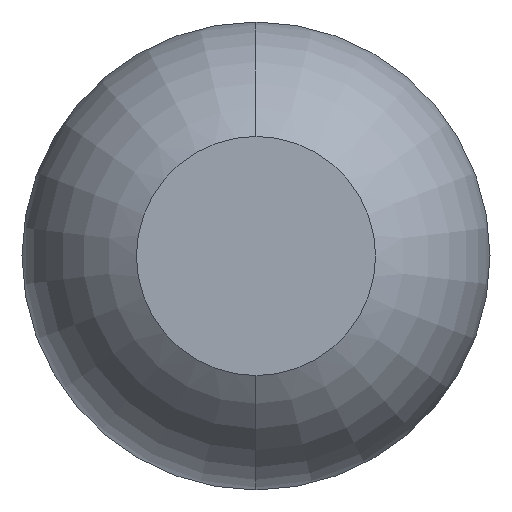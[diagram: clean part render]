
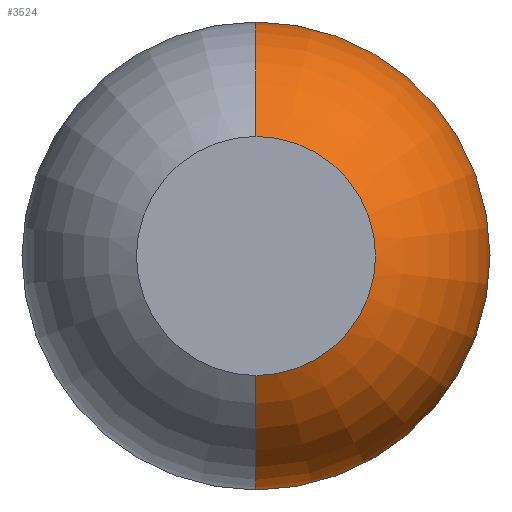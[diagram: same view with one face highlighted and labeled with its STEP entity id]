
A CAD part, front view. The second image highlights one B-rep face of the part: STEP entity #3524.
In plain terms, the highlighted toroidal (fillet/blend) face has major radius 0.035 mm and minor radius 0.65 mm.
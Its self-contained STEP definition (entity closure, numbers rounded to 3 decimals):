
#110 = EDGE_CURVE ( 'NONE', #3387, #3719, #3841, .T. ) ;
#170 = CARTESIAN_POINT ( 'NONE',  ( 0., -24.431, -0.035 ) ) ;
#315 = CARTESIAN_POINT ( 'NONE',  ( 0., -24.431, 0. ) ) ;
#364 = ORIENTED_EDGE ( 'NONE', *, *, #3296, .T. ) ;
#583 = AXIS2_PLACEMENT_3D ( 'NONE', #4088, #3770, #1104 ) ;
#676 = CARTESIAN_POINT ( 'NONE',  ( 0., -24.431, 0.685 ) ) ;
#708 = DIRECTION ( 'NONE',  ( 0., -1., 0. ) ) ;
#944 = TOROIDAL_SURFACE ( 'NONE', #3229, 0.035, 0.65 ) ;
#946 = ORIENTED_EDGE ( 'NONE', *, *, #110, .F. ) ;
#1000 = CARTESIAN_POINT ( 'NONE',  ( 0., -25., 0. ) ) ;
#1013 = DIRECTION ( 'NONE',  ( 0., 0., -1. ) ) ;
#1104 = DIRECTION ( 'NONE',  ( 0., 0., -1. ) ) ;
#1183 = ORIENTED_EDGE ( 'NONE', *, *, #3764, .F. ) ;
#1623 = EDGE_LOOP ( 'NONE', ( #364, #3769, #1183, #946 ) ) ;
#1669 = DIRECTION ( 'NONE',  ( 0., 0., -1. ) ) ;
#1990 = DIRECTION ( 'NONE',  ( 0., -1., 0. ) ) ;
#2135 = EDGE_CURVE ( 'NONE', #2960, #4240, #2451, .T. ) ;
#2254 = CIRCLE ( 'NONE', #3500, 0.685 ) ;
#2328 = CIRCLE ( 'NONE', #4119, 0.35 ) ;
#2392 = CARTESIAN_POINT ( 'NONE',  ( 0., -24.431, -0.685 ) ) ;
#2425 = DIRECTION ( 'NONE',  ( 0., 0., 1. ) ) ;
#2451 = CIRCLE ( 'NONE', #583, 0.65 ) ;
#2525 = CARTESIAN_POINT ( 'NONE',  ( 0., -25., 0.35 ) ) ;
#2733 = AXIS2_PLACEMENT_3D ( 'NONE', #170, #3121, #2425 ) ;
#2960 = VERTEX_POINT ( 'NONE', #676 ) ;
#3006 = DIRECTION ( 'NONE',  ( 0., -1., 0. ) ) ;
#3121 = DIRECTION ( 'NONE',  ( -1., 0., 0. ) ) ;
#3229 = AXIS2_PLACEMENT_3D ( 'NONE', #315, #3006, #3284 ) ;
#3284 = DIRECTION ( 'NONE',  ( 0., 0., -1. ) ) ;
#3296 = EDGE_CURVE ( 'Defeature ausgef�hrt1_4+Defeature ausgef�hrt1_5+Defeature ausgef�hrt1_5+Defeature ausgef�hrt1_5', #3387, #2960, #2254, .T. ) ;
#3387 = VERTEX_POINT ( 'NONE', #2392 ) ;
#3500 = AXIS2_PLACEMENT_3D ( 'NONE', #3595, #708, #1013 ) ;
#3524 = ADVANCED_FACE ( 'Defeature ausgef�hrt1_4', ( #3917 ), #944, .T. ) ;
#3584 = CARTESIAN_POINT ( 'NONE',  ( 0., -25., -0.35 ) ) ;
#3595 = CARTESIAN_POINT ( 'NONE',  ( 0., -24.431, 0. ) ) ;
#3719 = VERTEX_POINT ( 'NONE', #3584 ) ;
#3764 = EDGE_CURVE ( 'Defeature ausgef�hrt1_14+Defeature ausgef�hrt1_4+Defeature ausgef�hrt1_4+Defeature ausgef�hrt1_4', #3719, #4240, #2328, .T. ) ;
#3769 = ORIENTED_EDGE ( 'NONE', *, *, #2135, .T. ) ;
#3770 = DIRECTION ( 'NONE',  ( 1., 0., 0. ) ) ;
#3841 = CIRCLE ( 'NONE', #2733, 0.65 ) ;
#3917 = FACE_OUTER_BOUND ( 'NONE', #1623, .T. ) ;
#4088 = CARTESIAN_POINT ( 'NONE',  ( 0., -24.431, 0.035 ) ) ;
#4119 = AXIS2_PLACEMENT_3D ( 'NONE', #1000, #1990, #1669 ) ;
#4240 = VERTEX_POINT ( 'NONE', #2525 ) ;
